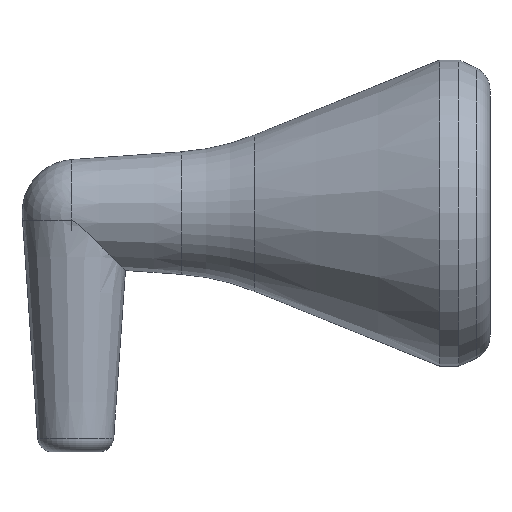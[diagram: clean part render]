
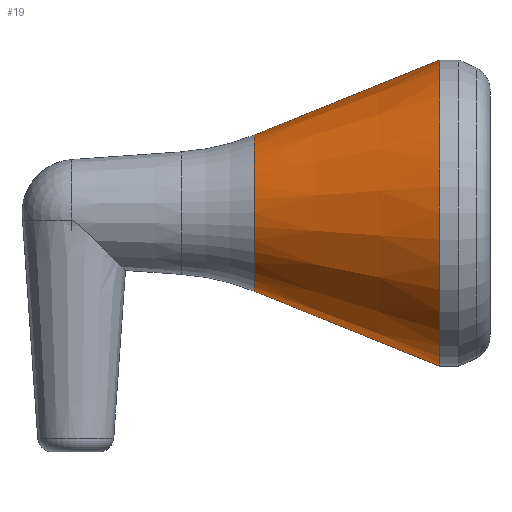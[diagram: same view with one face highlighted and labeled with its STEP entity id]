
A CAD part, front view. The second image highlights one B-rep face of the part: STEP entity #19.
In plain terms, the highlighted conical face has half-angle 22 degrees and reference radius 8.141 mm.
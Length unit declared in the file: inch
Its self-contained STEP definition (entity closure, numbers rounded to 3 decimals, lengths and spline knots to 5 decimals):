
#19 = ADVANCED_FACE ( 'NONE', ( #466 ), #465, .T. ) ;
#142 = EDGE_CURVE ( 'NONE', #232, #235, #670, .T. ) ;
#167 = VERTEX_POINT ( 'NONE', #796 ) ;
#231 = EDGE_CURVE ( 'NONE', #246, #232, #914, .T. ) ;
#232 = VERTEX_POINT ( 'NONE', #910 ) ;
#235 = VERTEX_POINT ( 'NONE', #904 ) ;
#237 = EDGE_CURVE ( 'NONE', #167, #235, #903, .T. ) ;
#245 = EDGE_CURVE ( 'NONE', #246, #167, #949, .T. ) ;
#246 = VERTEX_POINT ( 'NONE', #944 ) ;
#461 = DIRECTION ( 'NONE',  ( 0., 0., -1. ) ) ;
#462 = DIRECTION ( 'NONE',  ( 1., 0., 0. ) ) ;
#463 = CARTESIAN_POINT ( 'NONE',  ( -0.105, 0., 0. ) ) ;
#464 = AXIS2_PLACEMENT_3D ( 'NONE', #463, #462, #461 ) ;
#465 = CONICAL_SURFACE ( 'NONE', #464, 0.3205, 0.384 ) ;
#466 = FACE_OUTER_BOUND ( 'NONE', #1469, .T. ) ;
#666 = DIRECTION ( 'NONE',  ( 0., 0., -1. ) ) ;
#667 = DIRECTION ( 'NONE',  ( 1., 0., 0. ) ) ;
#668 = CARTESIAN_POINT ( 'NONE',  ( -0.105, 0., 0. ) ) ;
#669 = AXIS2_PLACEMENT_3D ( 'NONE', #668, #667, #666 ) ;
#670 = CIRCLE ( 'NONE', #669, 0.3205 ) ;
#796 = CARTESIAN_POINT ( 'NONE',  ( -0.49379, 0., -0.16342 ) ) ;
#900 = DIRECTION ( 'NONE',  ( 0.927, 0., -0.375 ) ) ;
#901 = VECTOR ( 'NONE', #900, 39.37008 ) ;
#902 = CARTESIAN_POINT ( 'NONE',  ( -0.105, 0., -0.3205 ) ) ;
#903 = LINE ( 'NONE', #902, #901 ) ;
#904 = CARTESIAN_POINT ( 'NONE',  ( -0.105, 0., -0.3205 ) ) ;
#910 = CARTESIAN_POINT ( 'NONE',  ( -0.105, 0., 0.3205 ) ) ;
#911 = DIRECTION ( 'NONE',  ( 0.927, 0., 0.375 ) ) ;
#912 = VECTOR ( 'NONE', #911, 39.37008 ) ;
#913 = CARTESIAN_POINT ( 'NONE',  ( -0.105, 0., 0.3205 ) ) ;
#914 = LINE ( 'NONE', #913, #912 ) ;
#944 = CARTESIAN_POINT ( 'NONE',  ( -0.49379, 0., 0.16342 ) ) ;
#945 = DIRECTION ( 'NONE',  ( 0., 0., -1. ) ) ;
#946 = DIRECTION ( 'NONE',  ( 1., 0., 0. ) ) ;
#947 = CARTESIAN_POINT ( 'NONE',  ( -0.49379, 0., 0. ) ) ;
#948 = AXIS2_PLACEMENT_3D ( 'NONE', #947, #946, #945 ) ;
#949 = CIRCLE ( 'NONE', #948, 0.16342 ) ;
#1462 = ORIENTED_EDGE ( 'NONE', *, *, #245, .T. ) ;
#1464 = ORIENTED_EDGE ( 'NONE', *, *, #237, .T. ) ;
#1466 = ORIENTED_EDGE ( 'NONE', *, *, #142, .F. ) ;
#1469 = EDGE_LOOP ( 'NONE', ( #1470, #1462, #1464, #1466 ) ) ;
#1470 = ORIENTED_EDGE ( 'NONE', *, *, #231, .F. ) ;
